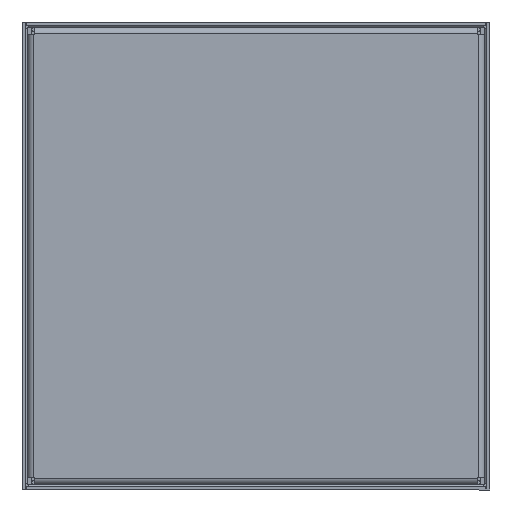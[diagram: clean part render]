
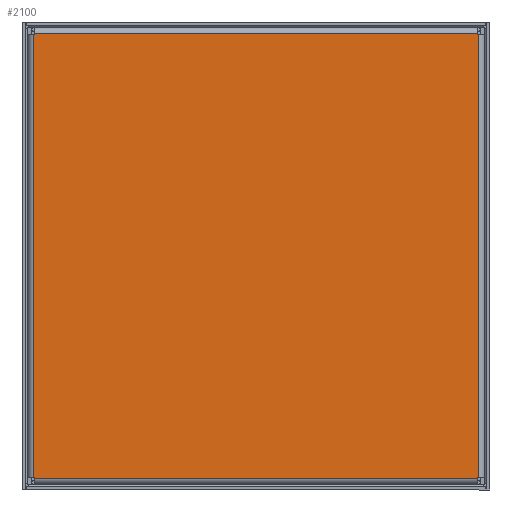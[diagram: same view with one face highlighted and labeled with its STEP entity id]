
A CAD part, front view. The second image highlights one B-rep face of the part: STEP entity #2100.
In plain terms, the highlighted face is planar.
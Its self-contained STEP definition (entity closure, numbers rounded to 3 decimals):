
#5 = VECTOR ( 'NONE', #3204, 1000. ) ;
#52 = EDGE_LOOP ( 'NONE', ( #2598, #2633, #1261, #2755, #510, #2739, #550, #2760, #556, #1465, #739, #3792 ) ) ;
#77 = LINE ( 'NONE', #4646, #563 ) ;
#142 = DIRECTION ( 'NONE',  ( 0., -1., 0. ) ) ;
#275 = VECTOR ( 'NONE', #4559, 1000. ) ;
#314 = CARTESIAN_POINT ( 'NONE',  ( 59.17, 61., 1. ) ) ;
#434 = VECTOR ( 'NONE', #142, 1000. ) ;
#510 = ORIENTED_EDGE ( 'NONE', *, *, #2573, .T. ) ;
#550 = ORIENTED_EDGE ( 'NONE', *, *, #756, .T. ) ;
#556 = ORIENTED_EDGE ( 'NONE', *, *, #2285, .F. ) ;
#563 = VECTOR ( 'NONE', #731, 1000. ) ;
#587 = CARTESIAN_POINT ( 'NONE',  ( -59.4, -59.17, 1. ) ) ;
#604 = CARTESIAN_POINT ( 'NONE',  ( -59.4, 59.17, 1. ) ) ;
#620 = EDGE_CURVE ( 'NONE', #5811, #1571, #1221, .T. ) ;
#669 = VERTEX_POINT ( 'NONE', #587 ) ;
#731 = DIRECTION ( 'NONE',  ( -1., 0., 0. ) ) ;
#739 = ORIENTED_EDGE ( 'NONE', *, *, #2202, .T. ) ;
#756 = EDGE_CURVE ( 'NONE', #4135, #669, #3852, .T. ) ;
#793 = VERTEX_POINT ( 'NONE', #5559 ) ;
#1107 = CARTESIAN_POINT ( 'NONE',  ( 59.4, 59.17, 1. ) ) ;
#1114 = DIRECTION ( 'NONE',  ( 1., 0., 0. ) ) ;
#1138 = DIRECTION ( 'NONE',  ( 0., 1., 0. ) ) ;
#1179 = EDGE_CURVE ( 'NONE', #5645, #5678, #3583, .T. ) ;
#1221 = LINE ( 'NONE', #3800, #1930 ) ;
#1261 = ORIENTED_EDGE ( 'NONE', *, *, #1468, .F. ) ;
#1388 = VECTOR ( 'NONE', #4426, 1000. ) ;
#1441 = CARTESIAN_POINT ( 'NONE',  ( -59.17, -59.4, 1. ) ) ;
#1449 = EDGE_CURVE ( 'NONE', #1571, #1912, #4510, .T. ) ;
#1465 = ORIENTED_EDGE ( 'NONE', *, *, #1179, .T. ) ;
#1468 = EDGE_CURVE ( 'NONE', #1638, #5811, #2801, .T. ) ;
#1571 = VERTEX_POINT ( 'NONE', #1107 ) ;
#1593 = VECTOR ( 'NONE', #4103, 1000. ) ;
#1599 = VECTOR ( 'NONE', #5411, 1000. ) ;
#1625 = CARTESIAN_POINT ( 'NONE',  ( 0., -59.4, 1. ) ) ;
#1638 = VERTEX_POINT ( 'NONE', #3296 ) ;
#1912 = VERTEX_POINT ( 'NONE', #3371 ) ;
#1917 = CARTESIAN_POINT ( 'NONE',  ( -59.17, -59.17, 1. ) ) ;
#1930 = VECTOR ( 'NONE', #4287, 1000. ) ;
#1950 = LINE ( 'NONE', #5368, #1593 ) ;
#1969 = FACE_OUTER_BOUND ( 'NONE', #52, .T. ) ;
#1977 = CARTESIAN_POINT ( 'NONE',  ( 0., 59.4, 1. ) ) ;
#2100 = ADVANCED_FACE ( 'NONE', ( #1969 ), #3236, .F. ) ;
#2193 = EDGE_CURVE ( 'NONE', #3150, #669, #4997, .T. ) ;
#2202 = EDGE_CURVE ( 'NONE', #5678, #793, #1950, .T. ) ;
#2207 = CARTESIAN_POINT ( 'NONE',  ( 59.17, 59.17, 1. ) ) ;
#2260 = DIRECTION ( 'NONE',  ( -1., 0., 0. ) ) ;
#2285 = EDGE_CURVE ( 'NONE', #5645, #3150, #4365, .T. ) ;
#2308 = LINE ( 'NONE', #5510, #5 ) ;
#2359 = VECTOR ( 'NONE', #3509, 1000. ) ;
#2420 = LINE ( 'NONE', #1977, #4852 ) ;
#2499 = LINE ( 'NONE', #5350, #2359 ) ;
#2534 = EDGE_CURVE ( 'NONE', #793, #1912, #2499, .T. ) ;
#2573 = EDGE_CURVE ( 'NONE', #2763, #5270, #2308, .T. ) ;
#2591 = CARTESIAN_POINT ( 'NONE',  ( -59.17, 59.4, 1. ) ) ;
#2598 = ORIENTED_EDGE ( 'NONE', *, *, #1449, .F. ) ;
#2633 = ORIENTED_EDGE ( 'NONE', *, *, #620, .F. ) ;
#2739 = ORIENTED_EDGE ( 'NONE', *, *, #5697, .T. ) ;
#2755 = ORIENTED_EDGE ( 'NONE', *, *, #3599, .F. ) ;
#2760 = ORIENTED_EDGE ( 'NONE', *, *, #2193, .F. ) ;
#2763 = VERTEX_POINT ( 'NONE', #2591 ) ;
#2778 = CARTESIAN_POINT ( 'NONE',  ( -59.4, 59.17, 1. ) ) ;
#2801 = LINE ( 'NONE', #314, #5134 ) ;
#3150 = VERTEX_POINT ( 'NONE', #1917 ) ;
#3204 = DIRECTION ( 'NONE',  ( 0., -1., 0. ) ) ;
#3236 = PLANE ( 'NONE',  #3517 ) ;
#3296 = CARTESIAN_POINT ( 'NONE',  ( 59.17, 59.4, 1. ) ) ;
#3371 = CARTESIAN_POINT ( 'NONE',  ( 59.4, -59.17, 1. ) ) ;
#3509 = DIRECTION ( 'NONE',  ( 1., 0., 0. ) ) ;
#3517 = AXIS2_PLACEMENT_3D ( 'NONE', #4821, #4575, #2260 ) ;
#3583 = LINE ( 'NONE', #1625, #1388 ) ;
#3599 = EDGE_CURVE ( 'NONE', #2763, #1638, #2420, .T. ) ;
#3792 = ORIENTED_EDGE ( 'NONE', *, *, #2534, .T. ) ;
#3800 = CARTESIAN_POINT ( 'NONE',  ( 0., 59.17, 1. ) ) ;
#3852 = LINE ( 'NONE', #2778, #1599 ) ;
#4103 = DIRECTION ( 'NONE',  ( 0., 1., 0. ) ) ;
#4135 = VERTEX_POINT ( 'NONE', #604 ) ;
#4287 = DIRECTION ( 'NONE',  ( 1., 0., 0. ) ) ;
#4365 = LINE ( 'NONE', #5085, #5123 ) ;
#4426 = DIRECTION ( 'NONE',  ( 1., 0., 0. ) ) ;
#4510 = LINE ( 'NONE', #4794, #434 ) ;
#4559 = DIRECTION ( 'NONE',  ( -1., 0., 0. ) ) ;
#4575 = DIRECTION ( 'NONE',  ( 0., 0., -1. ) ) ;
#4646 = CARTESIAN_POINT ( 'NONE',  ( 0., 59.17, 1. ) ) ;
#4794 = CARTESIAN_POINT ( 'NONE',  ( 59.4, 59.17, 1. ) ) ;
#4821 = CARTESIAN_POINT ( 'NONE',  ( 0., 61., 1. ) ) ;
#4852 = VECTOR ( 'NONE', #1114, 1000. ) ;
#4997 = LINE ( 'NONE', #5200, #275 ) ;
#5033 = DIRECTION ( 'NONE',  ( 0., -1., 0. ) ) ;
#5036 = CARTESIAN_POINT ( 'NONE',  ( -59.17, 59.17, 1. ) ) ;
#5085 = CARTESIAN_POINT ( 'NONE',  ( -59.17, -61., 1. ) ) ;
#5123 = VECTOR ( 'NONE', #1138, 1000. ) ;
#5134 = VECTOR ( 'NONE', #5033, 1000. ) ;
#5200 = CARTESIAN_POINT ( 'NONE',  ( 0., -59.17, 1. ) ) ;
#5270 = VERTEX_POINT ( 'NONE', #5036 ) ;
#5350 = CARTESIAN_POINT ( 'NONE',  ( 0., -59.17, 1. ) ) ;
#5368 = CARTESIAN_POINT ( 'NONE',  ( 59.17, -61., 1. ) ) ;
#5411 = DIRECTION ( 'NONE',  ( 0., -1., 0. ) ) ;
#5510 = CARTESIAN_POINT ( 'NONE',  ( -59.17, 61., 1. ) ) ;
#5541 = CARTESIAN_POINT ( 'NONE',  ( 59.17, -59.4, 1. ) ) ;
#5559 = CARTESIAN_POINT ( 'NONE',  ( 59.17, -59.17, 1. ) ) ;
#5645 = VERTEX_POINT ( 'NONE', #1441 ) ;
#5678 = VERTEX_POINT ( 'NONE', #5541 ) ;
#5697 = EDGE_CURVE ( 'NONE', #5270, #4135, #77, .T. ) ;
#5811 = VERTEX_POINT ( 'NONE', #2207 ) ;
